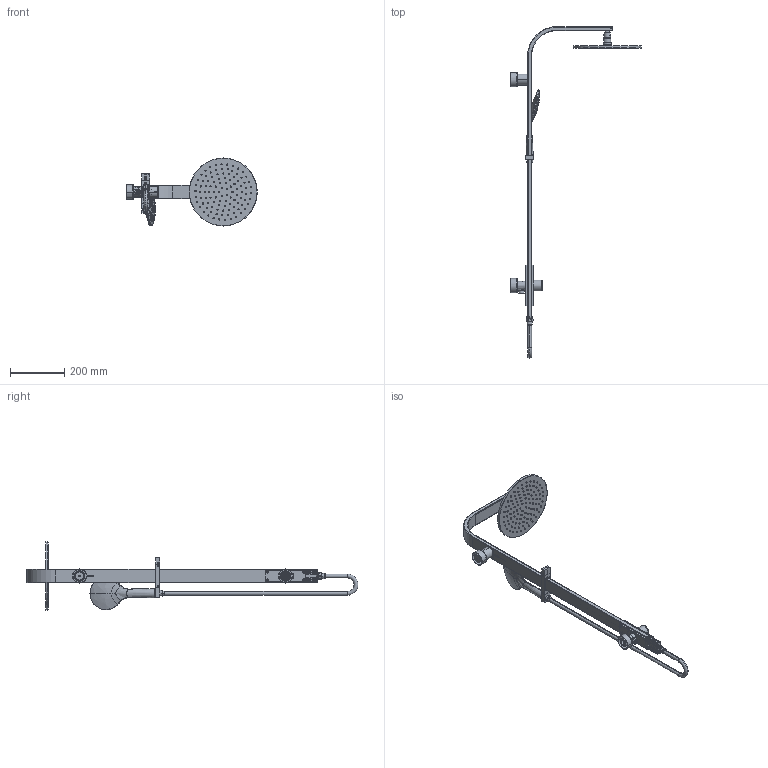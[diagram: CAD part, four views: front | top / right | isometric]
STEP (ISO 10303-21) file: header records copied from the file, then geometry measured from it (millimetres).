
FILE_DESCRIPTION((''),'2;1');
FILE_NAME('YSW2813-05A_ASM','2021-08-12T',('admin'),(''),'PRO/ENGINEER BY PARAMETRIC TECHNOLOGY CORPORATION, 2011310','PRO/ENGINEER BY PARAMETRIC TECHNOLOGY CORPORATION, 2011310','');
FILE_SCHEMA(('CONFIG_CONTROL_DESIGN','SHAPE_APPEARANCE_LAYERS_GROUPS'));
Products named in the file (52): SJG; HDK; GDK; GDK1; ZSB; CSJT; DPJT; YSW2813-05A-ZT; YSW2813-05A-JSJT; YSW2813-05A-AZJT; YSW2813-05A-1_ASM; YSW2813-05A-ZSB; YSW2813-05A-ZSB_1; FSJT; FSJSJT; CSGT; YG; SL; FX; D22PF-50_67; D22PF-09_12; D22PF-11_12; D22PF-08_16; D22PF-07_24; D22PF-20_46; D22PF-EF01-01_76; 5_5X1_8_AF0_176; 5_5X1_8_AF1_176; 2X9_73; D22PF-40_23; 18X2_AF0_176; D22PF-EF01_ASM_53_ASM; D22PF-EF01_ASM; YSW2813-05A-ZSB-2; PRT0003; PRT0004; PRT0005; PRT0006; PRT0007; PRT0008 ...
Assembly tree (52 placements, depth 4):
  YSW2813-05A_ASM
    SJG
    HDK
    GDK
    GDK1
    ZSB  x2
    CSJT
    DPJT
    YSW2813-05A-1_ASM
      YSW2813-05A-ZT
      YSW2813-05A-JSJT
      YSW2813-05A-AZJT
    YSW2813-05A-ZSB
    YSW2813-05A-ZSB_1
    FSJT
    FSJSJT
    CSGT
    YG
    SL
    FX
    D22PF-EF01_ASM
      D22PF-EF01_ASM_53_ASM
        D22PF-50_67
        D22PF-09_12
        D22PF-11_12
        D22PF-08_16
        D22PF-07_24
        D22PF-20_46
        D22PF-EF01-01_76
        5_5X1_8_AF0_176
        5_5X1_8_AF1_176
        2X9_73
        D22PF-40_23
        18X2_AF0_176
    YSW2813-05A-ZSB-2
    522019CP_ASM
      PRT0003
      PRT0004
      PRT0005
      PRT0006
      PRT0007
      PRT0008
      PRT0009
    TG
    SLG
    LM
    PRT0010
    508048CP
    506048NT-A
    508050CP
    506048NT-B
    506048NT-C
Bounding box: 479.5 x 1219.26 x 250 mm (x, y, z)
Volume: 1325953.4 mm3; surface area: 787295.8 mm2
Topology: 48 solids, 48 shells, 3737 faces, 9083 edges, 5873 vertices
Faces by surface type: plane 1590, cylinder 1536, cone 221, bspline 172, torus 150, sphere 68
Entity records: 143036 total; most frequent: CARTESIAN_POINT 35122, DIRECTION 18487, ORIENTED_EDGE 18060, EDGE_CURVE 9030, AXIS2_PLACEMENT_3D 7171, PRESENTATION_STYLE_ASSIGNMENT 6341, STYLED_ITEM 6341, CURVE_STYLE 6303
